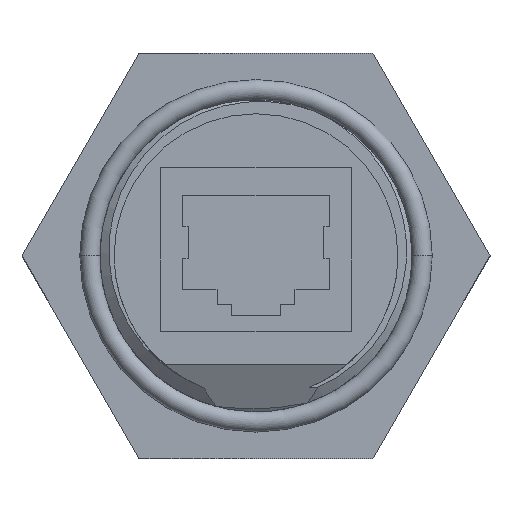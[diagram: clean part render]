
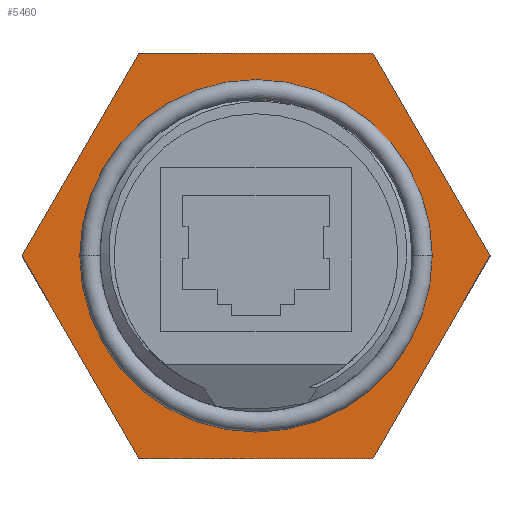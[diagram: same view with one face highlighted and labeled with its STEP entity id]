
A CAD part, top view. The second image highlights one B-rep face of the part: STEP entity #5460.
In plain terms, the highlighted planar face has unit normal (0, 0, 1).
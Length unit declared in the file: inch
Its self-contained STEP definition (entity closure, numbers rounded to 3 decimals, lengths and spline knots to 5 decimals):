
#444 = CARTESIAN_POINT ( 'NONE',  ( 0.7501, 0., 0. ) ) ;
#450 = LINE ( 'NONE', #444, #650 ) ;
#550 = DIRECTION ( 'NONE',  ( -1., 0., 0. ) ) ;
#576 = DIRECTION ( 'NONE',  ( 0., 0., -1. ) ) ;
#577 = CARTESIAN_POINT ( 'NONE',  ( -1.12515, 0.64961, 0. ) ) ;
#578 = AXIS2_PLACEMENT_3D ( 'NONE', #577, #576, #550 ) ;
#580 = PLANE ( 'NONE',  #578 ) ;
#581 = FACE_BOUND ( 'NONE', #5587, .T. ) ;
#582 = FACE_OUTER_BOUND ( 'NONE', #5602, .T. ) ;
#600 = CARTESIAN_POINT ( 'NONE',  ( -0.37505, -0.64961, 0. ) ) ;
#601 = DIRECTION ( 'NONE',  ( 1., 0., 0. ) ) ;
#602 = VECTOR ( 'NONE', #601, 39.37008 ) ;
#603 = CARTESIAN_POINT ( 'NONE',  ( 0.37505, -0.64961, 0. ) ) ;
#604 = LINE ( 'NONE', #603, #602 ) ;
#648 = CARTESIAN_POINT ( 'NONE',  ( 0.37505, -0.64961, 0. ) ) ;
#649 = DIRECTION ( 'NONE',  ( 0.5, 0.866, 0. ) ) ;
#650 = VECTOR ( 'NONE', #649, 39.37008 ) ;
#1417 = CARTESIAN_POINT ( 'NONE',  ( 0.37505, 0.64961, 0. ) ) ;
#1418 = DIRECTION ( 'NONE',  ( -1., 0., 0. ) ) ;
#1419 = VECTOR ( 'NONE', #1418, 39.37008 ) ;
#1420 = CARTESIAN_POINT ( 'NONE',  ( -0.37505, 0.64961, 0. ) ) ;
#1421 = LINE ( 'NONE', #1420, #1419 ) ;
#1715 = CARTESIAN_POINT ( 'NONE',  ( -0.7501, 0., 0. ) ) ;
#1716 = CARTESIAN_POINT ( 'NONE',  ( -0.37505, 0.64961, 0. ) ) ;
#1722 = CARTESIAN_POINT ( 'NONE',  ( 0.7501, 0., 0. ) ) ;
#1723 = DIRECTION ( 'NONE',  ( -0.5, 0.866, 0. ) ) ;
#1724 = VECTOR ( 'NONE', #1723, 39.37008 ) ;
#1725 = CARTESIAN_POINT ( 'NONE',  ( 0.37505, 0.64961, 0. ) ) ;
#1726 = LINE ( 'NONE', #1725, #1724 ) ;
#1781 = DIRECTION ( 'NONE',  ( 0.5, -0.866, 0. ) ) ;
#1782 = VECTOR ( 'NONE', #1781, 39.37008 ) ;
#1783 = CARTESIAN_POINT ( 'NONE',  ( -0.37505, -0.64961, 0. ) ) ;
#1784 = LINE ( 'NONE', #1783, #1782 ) ;
#1791 = DIRECTION ( 'NONE',  ( -0.5, -0.866, 0. ) ) ;
#1792 = VECTOR ( 'NONE', #1791, 39.37008 ) ;
#1793 = CARTESIAN_POINT ( 'NONE',  ( -0.7501, 0., 0. ) ) ;
#1794 = DIRECTION ( 'NONE',  ( -1., 0., 0. ) ) ;
#1795 = DIRECTION ( 'NONE',  ( 0., 0., 1. ) ) ;
#1796 = CARTESIAN_POINT ( 'NONE',  ( 0., 0., 0. ) ) ;
#1797 = AXIS2_PLACEMENT_3D ( 'NONE', #1796, #1795, #1794 ) ;
#1798 = LINE ( 'NONE', #1793, #1792 ) ;
#1853 = CIRCLE ( 'NONE', #1797, 0.5 ) ;
#3222 = CARTESIAN_POINT ( 'NONE',  ( 0.5, 0., 0. ) ) ;
#4741 = CARTESIAN_POINT ( 'NONE',  ( -0.5, 0., 0. ) ) ;
#4742 = DIRECTION ( 'NONE',  ( -1., 0., 0. ) ) ;
#4743 = DIRECTION ( 'NONE',  ( 0., 0., 1. ) ) ;
#4744 = CARTESIAN_POINT ( 'NONE',  ( 0., 0., 0. ) ) ;
#4745 = AXIS2_PLACEMENT_3D ( 'NONE', #4744, #4743, #4742 ) ;
#4746 = CIRCLE ( 'NONE', #4745, 0.5 ) ;
#5407 = ORIENTED_EDGE ( 'NONE', *, *, #6780, .F. ) ;
#5424 = EDGE_CURVE ( 'NONE', #5425, #5613, #450, .T. ) ;
#5425 = VERTEX_POINT ( 'NONE', #648 ) ;
#5448 = EDGE_CURVE ( 'NONE', #5449, #5425, #604, .T. ) ;
#5449 = VERTEX_POINT ( 'NONE', #600 ) ;
#5460 = ADVANCED_FACE ( 'NONE', ( #582, #581 ), #580, .F. ) ;
#5461 = ORIENTED_EDGE ( 'NONE', *, *, #5598, .T. ) ;
#5462 = ORIENTED_EDGE ( 'NONE', *, *, #5448, .T. ) ;
#5463 = ORIENTED_EDGE ( 'NONE', *, *, #5424, .T. ) ;
#5464 = ORIENTED_EDGE ( 'NONE', *, *, #5612, .T. ) ;
#5465 = ORIENTED_EDGE ( 'NONE', *, *, #5548, .T. ) ;
#5548 = EDGE_CURVE ( 'NONE', #5549, #5617, #1421, .T. ) ;
#5549 = VERTEX_POINT ( 'NONE', #1417 ) ;
#5586 = ORIENTED_EDGE ( 'NONE', *, *, #5590, .T. ) ;
#5587 = EDGE_LOOP ( 'NONE', ( #5588, #5407 ) ) ;
#5588 = ORIENTED_EDGE ( 'NONE', *, *, #5589, .F. ) ;
#5589 = EDGE_CURVE ( 'NONE', #6781, #6530, #1853, .T. ) ;
#5590 = EDGE_CURVE ( 'NONE', #5617, #5618, #1798, .T. ) ;
#5598 = EDGE_CURVE ( 'NONE', #5618, #5449, #1784, .T. ) ;
#5602 = EDGE_LOOP ( 'NONE', ( #5461, #5462, #5463, #5464, #5465, #5586 ) ) ;
#5612 = EDGE_CURVE ( 'NONE', #5613, #5549, #1726, .T. ) ;
#5613 = VERTEX_POINT ( 'NONE', #1722 ) ;
#5617 = VERTEX_POINT ( 'NONE', #1716 ) ;
#5618 = VERTEX_POINT ( 'NONE', #1715 ) ;
#6530 = VERTEX_POINT ( 'NONE', #3222 ) ;
#6780 = EDGE_CURVE ( 'NONE', #6530, #6781, #4746, .T. ) ;
#6781 = VERTEX_POINT ( 'NONE', #4741 ) ;
